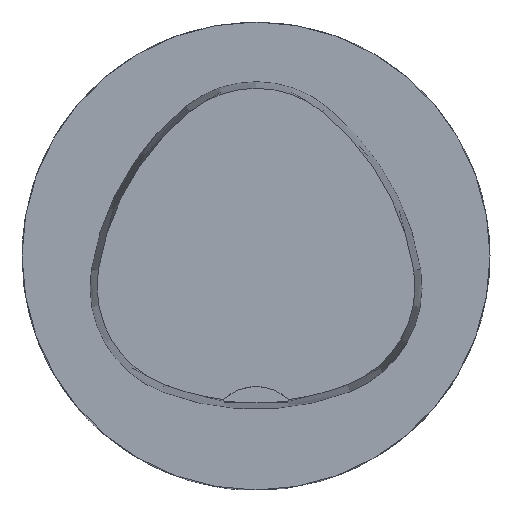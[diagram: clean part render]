
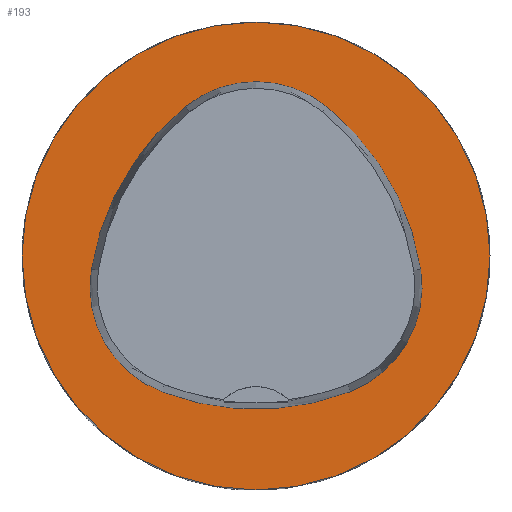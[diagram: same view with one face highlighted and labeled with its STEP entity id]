
A CAD part, top view. The second image highlights one B-rep face of the part: STEP entity #193.
In plain terms, the highlighted planar face has unit normal (0, 0, 1).
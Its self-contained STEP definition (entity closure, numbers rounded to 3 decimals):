
#78=FACE_BOUND('',#311,.T.);
#79=FACE_BOUND('',#312,.T.);
#193=ADVANCED_FACE('',(#78,#79),#240,.T.);
#240=PLANE('',#853);
#311=EDGE_LOOP('',(#442,#443,#444,#445,#446,#447));
#312=EDGE_LOOP('',(#448));
#442=ORIENTED_EDGE('',*,*,#686,.T.);
#443=ORIENTED_EDGE('',*,*,#666,.T.);
#444=ORIENTED_EDGE('',*,*,#670,.T.);
#445=ORIENTED_EDGE('',*,*,#673,.T.);
#446=ORIENTED_EDGE('',*,*,#676,.T.);
#447=ORIENTED_EDGE('',*,*,#684,.T.);
#448=ORIENTED_EDGE('',*,*,#657,.F.);
#585=VERTEX_POINT('',#1265);
#594=VERTEX_POINT('',#1284);
#595=VERTEX_POINT('',#1285);
#598=VERTEX_POINT('',#1293);
#600=VERTEX_POINT('',#1299);
#602=VERTEX_POINT('',#1305);
#609=VERTEX_POINT('',#1326);
#657=EDGE_CURVE('',#585,#585,#739,.T.);
#666=EDGE_CURVE('',#594,#595,#740,.T.);
#670=EDGE_CURVE('',#595,#598,#742,.T.);
#673=EDGE_CURVE('',#598,#600,#744,.T.);
#676=EDGE_CURVE('',#600,#602,#746,.T.);
#684=EDGE_CURVE('',#602,#609,#750,.T.);
#686=EDGE_CURVE('',#609,#594,#752,.T.);
#739=CIRCLE('',#825,25.);
#740=CIRCLE('',#831,28.);
#742=CIRCLE('',#834,12.);
#744=CIRCLE('',#837,28.);
#746=CIRCLE('',#840,12.);
#750=CIRCLE('',#845,28.);
#752=CIRCLE('',#848,12.);
#825=AXIS2_PLACEMENT_3D('',#1264,#962,#963);
#831=AXIS2_PLACEMENT_3D('',#1283,#978,#979);
#834=AXIS2_PLACEMENT_3D('',#1292,#986,#987);
#837=AXIS2_PLACEMENT_3D('',#1298,#993,#994);
#840=AXIS2_PLACEMENT_3D('',#1304,#1000,#1001);
#845=AXIS2_PLACEMENT_3D('',#1327,#1012,#1013);
#848=AXIS2_PLACEMENT_3D('',#1330,#1018,#1019);
#853=AXIS2_PLACEMENT_3D('',#1335,#1028,#1029);
#962=DIRECTION('',(0.,0.,-1.));
#963=DIRECTION('',(-1.,0.,0.));
#978=DIRECTION('',(0.,0.,-1.));
#979=DIRECTION('',(-1.,0.,0.));
#986=DIRECTION('',(0.,0.,-1.));
#987=DIRECTION('',(-1.,0.,0.));
#993=DIRECTION('',(0.,0.,-1.));
#994=DIRECTION('',(-1.,0.,0.));
#1000=DIRECTION('',(0.,0.,-1.));
#1001=DIRECTION('',(-1.,0.,0.));
#1012=DIRECTION('',(0.,0.,-1.));
#1013=DIRECTION('',(-1.,0.,0.));
#1018=DIRECTION('',(0.,0.,-1.));
#1019=DIRECTION('',(-1.,0.,0.));
#1028=DIRECTION('',(0.,0.,1.));
#1029=DIRECTION('',(1.,0.,0.));
#1264=CARTESIAN_POINT('',(0.,0.,0.));
#1265=CARTESIAN_POINT('',(-25.,0.,0.));
#1283=CARTESIAN_POINT('',(10.068,-5.824,0.));
#1284=CARTESIAN_POINT('',(-17.584,-1.424,0.));
#1285=CARTESIAN_POINT('',(-7.531,15.953,0.));
#1292=CARTESIAN_POINT('',(0.011,6.62,0.));
#1293=CARTESIAN_POINT('',(7.567,15.942,0.));
#1298=CARTESIAN_POINT('',(-10.063,-5.81,0.));
#1299=CARTESIAN_POINT('',(17.59,-1.418,0.));
#1304=CARTESIAN_POINT('',(5.739,-3.3,0.));
#1305=CARTESIAN_POINT('',(10.05,-14.499,0.));
#1326=CARTESIAN_POINT('',(-10.025,-14.516,0.));
#1327=CARTESIAN_POINT('',(-0.01,11.631,0.));
#1330=CARTESIAN_POINT('',(-5.733,-3.31,0.));
#1335=CARTESIAN_POINT('',(0.,0.,0.));
